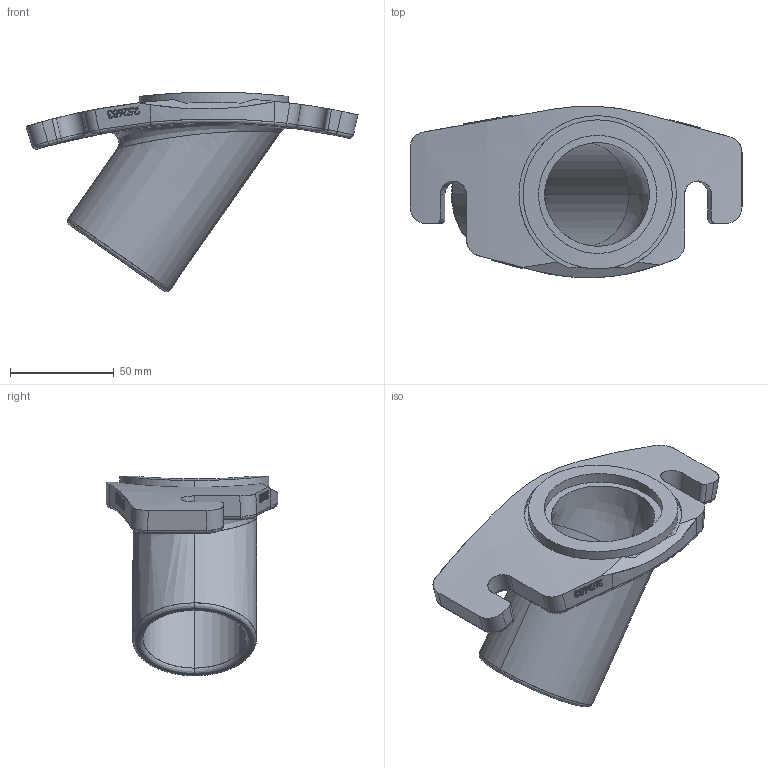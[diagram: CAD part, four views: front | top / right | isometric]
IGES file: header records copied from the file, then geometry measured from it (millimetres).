
Start section: SolidWorks IGES file using analytic representation for surfaces
Global section: file name: FLGP_252683.IGS; native system: SolidWorks 2010; preprocessor: SolidWorks 2010; author: LarsenR; date: 120823.140950; units: millimetre
Bounding box: 160.37 x 82.87 x 96.42 mm (x, y, z)
Surface area: 51862.4 mm2 (no closed solid volume)
Topology: 0 solids, 0 shells, 253 faces, 4395 edges, 4394 vertices
Faces by surface type: bspline 218, revolution 35
